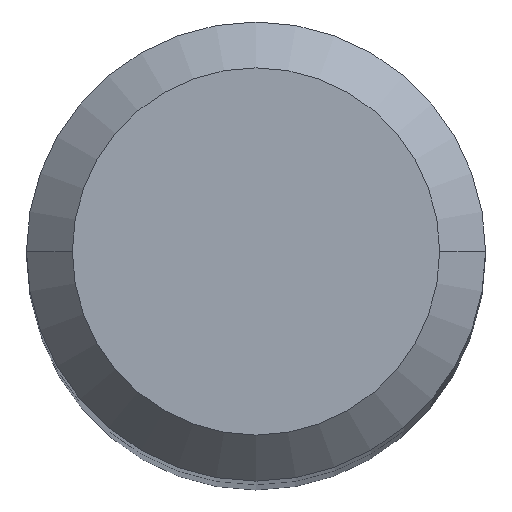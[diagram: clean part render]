
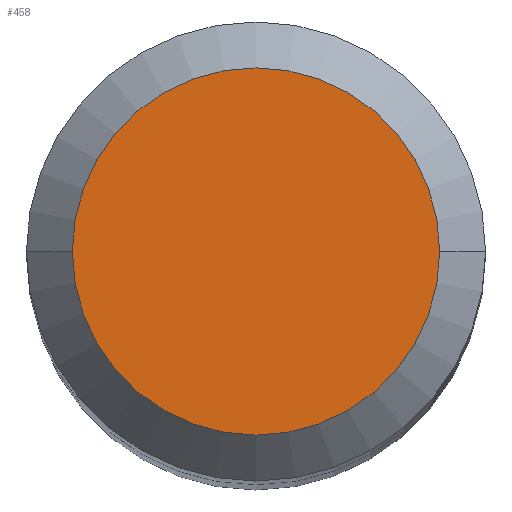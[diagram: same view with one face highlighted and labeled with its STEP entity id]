
A CAD part, top view. The second image highlights one B-rep face of the part: STEP entity #458.
In plain terms, the highlighted planar face has unit normal (0, 0, 1).
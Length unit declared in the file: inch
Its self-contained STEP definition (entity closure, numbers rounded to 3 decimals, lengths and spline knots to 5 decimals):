
#30 = CARTESIAN_POINT ( 'NONE',  ( 0., 0., 0. ) ) ;
#40 = AXIS2_PLACEMENT_3D ( 'NONE', #448, #371, #108 ) ;
#42 = FACE_OUTER_BOUND ( 'NONE', #386, .T. ) ;
#58 = AXIS2_PLACEMENT_3D ( 'NONE', #304, #452, #111 ) ;
#72 = DIRECTION ( 'NONE',  ( 0., 0., 1. ) ) ;
#108 = DIRECTION ( 'NONE',  ( 1., 0., 0. ) ) ;
#111 = DIRECTION ( 'NONE',  ( -1., 0., 0. ) ) ;
#125 = ORIENTED_EDGE ( 'NONE', *, *, #247, .T. ) ;
#155 = PLANE ( 'NONE',  #58 ) ;
#156 = ORIENTED_EDGE ( 'NONE', *, *, #191, .T. ) ;
#175 = CIRCLE ( 'NONE', #40, 0.15748 ) ;
#191 = EDGE_CURVE ( 'NONE', #471, #248, #324, .T. ) ;
#221 = DIRECTION ( 'NONE',  ( 1., 0., 0. ) ) ;
#247 = EDGE_CURVE ( 'NONE', #248, #471, #175, .T. ) ;
#248 = VERTEX_POINT ( 'NONE', #453 ) ;
#304 = CARTESIAN_POINT ( 'NONE',  ( 0., 0., 0. ) ) ;
#315 = CARTESIAN_POINT ( 'NONE',  ( 0.15748, 0., 0. ) ) ;
#324 = CIRCLE ( 'NONE', #342, 0.15748 ) ;
#342 = AXIS2_PLACEMENT_3D ( 'NONE', #30, #72, #221 ) ;
#371 = DIRECTION ( 'NONE',  ( 0., 0., 1. ) ) ;
#386 = EDGE_LOOP ( 'NONE', ( #125, #156 ) ) ;
#448 = CARTESIAN_POINT ( 'NONE',  ( 0., 0., 0. ) ) ;
#452 = DIRECTION ( 'NONE',  ( 0., 0., -1. ) ) ;
#453 = CARTESIAN_POINT ( 'NONE',  ( -0.15748, 0., 0. ) ) ;
#458 = ADVANCED_FACE ( 'NONE', ( #42 ), #155, .F. ) ;
#471 = VERTEX_POINT ( 'NONE', #315 ) ;
